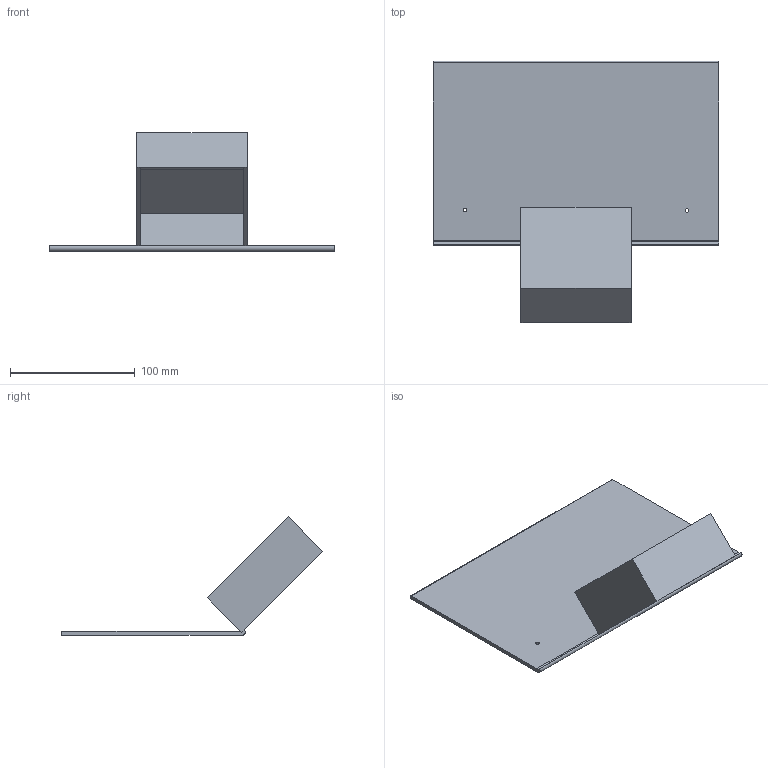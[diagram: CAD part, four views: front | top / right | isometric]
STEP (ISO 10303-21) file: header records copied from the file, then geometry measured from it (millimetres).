
FILE_DESCRIPTION (( 'STEP AP214' ), '1' );
FILE_NAME ('ramp without 1 set screws.STEP', '2024-07-06T17:49:38', ( '' ), ( '' ), 'SwSTEP 2.0', 'SolidWorks 2023', '' );
FILE_SCHEMA (( 'AUTOMOTIVE_DESIGN' ));
Length unit declared in the file: millimetre
Products named in the file (1): ramp without 1 set screws
Bounding box: 228.6 x 209.57 x 94.88 mm (x, y, z)
Volume: 165725.3 mm3; surface area: 111609.3 mm2
Topology: 1 solids, 1 shells, 29 faces, 75 edges, 48 vertices
Faces by surface type: plane 22, cylinder 7
Entity records: 906 total; most frequent: CARTESIAN_POINT 153, ORIENTED_EDGE 150, DIRECTION 149, EDGE_CURVE 75, VECTOR 61, LINE 61, VERTEX_POINT 48, AXIS2_PLACEMENT_3D 44
